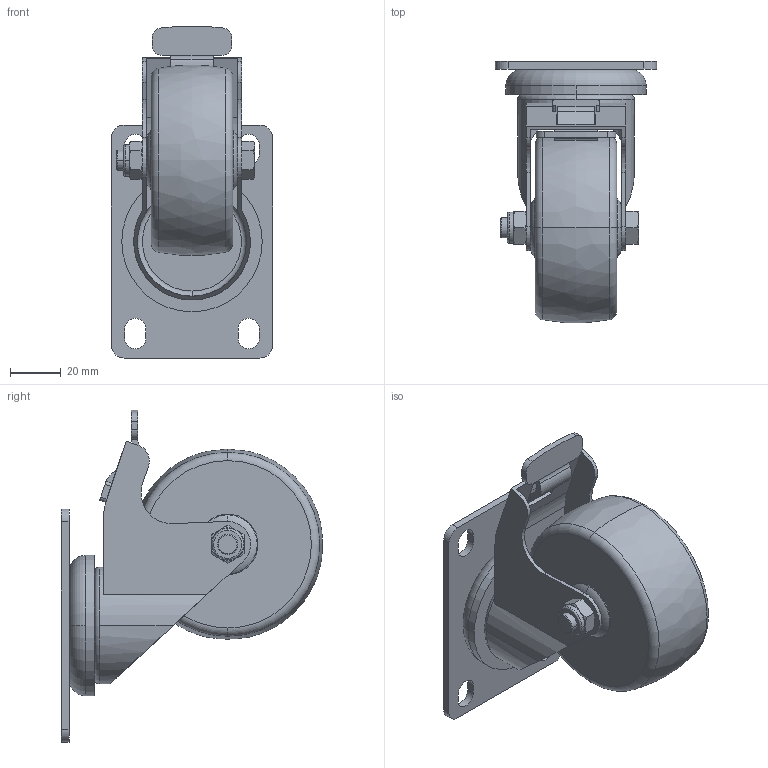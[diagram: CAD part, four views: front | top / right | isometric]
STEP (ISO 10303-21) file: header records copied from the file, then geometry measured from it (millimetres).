
FILE_DESCRIPTION((''),'2;1');
FILE_NAME('SK6-ZZ75108P_ASM','2019-11-05T11:44:08',('Administrator'),(''),'CREO PARAMETRIC BY PTC INC, 2018500','CREO PARAMETRIC BY PTC INC, 2018500','');
FILE_SCHEMA(('CONFIG_CONTROL_DESIGN'));
Length unit declared in the file: millimetre
Products named in the file (4): 6-ZZ75108P-2; 6-ZZ75108P-1; 6-ZZ75108P-3; SK6-ZZ75108P_ASM
Assembly tree (3 placements, depth 2):
  SK6-ZZ75108P_ASM
    6-ZZ75108P-2
    6-ZZ75108P-1
    6-ZZ75108P-3
Bounding box: 63.5 x 102.86 x 130.75 mm (x, y, z)
Volume: 194247.3 mm3; surface area: 52197.5 mm2
Topology: 3 solids, 3 shells, 174 faces, 459 edges, 299 vertices
Faces by surface type: plane 79, cylinder 53, cone 24, torus 16, bspline 2
Entity records: 5735 total; most frequent: CARTESIAN_POINT 1196, DIRECTION 974, ORIENTED_EDGE 918, EDGE_CURVE 459, AXIS2_PLACEMENT_3D 378, VERTEX_POINT 299, VECTOR 218, LINE 218
